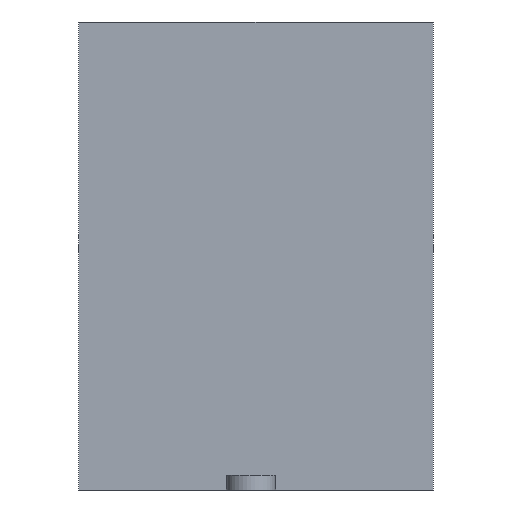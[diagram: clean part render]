
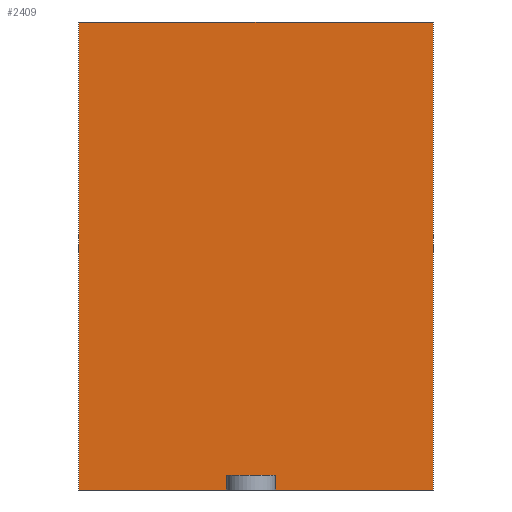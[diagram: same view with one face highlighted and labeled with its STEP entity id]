
A CAD part, front view. The second image highlights one B-rep face of the part: STEP entity #2409.
In plain terms, the highlighted planar face has unit normal (0, -1, 0).
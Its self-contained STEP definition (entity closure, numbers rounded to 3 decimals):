
#35 = LINE ( 'NONE', #2119, #2254 ) ;
#137 = DIRECTION ( 'NONE',  ( 1., 0., 0. ) ) ;
#180 = ORIENTED_EDGE ( 'NONE', *, *, #2140, .F. ) ;
#205 = VERTEX_POINT ( 'NONE', #1659 ) ;
#236 = VECTOR ( 'NONE', #1295, 1000. ) ;
#240 = VERTEX_POINT ( 'NONE', #1889 ) ;
#252 = VERTEX_POINT ( 'NONE', #2245 ) ;
#281 = LINE ( 'NONE', #2148, #687 ) ;
#283 = LINE ( 'NONE', #516, #1314 ) ;
#328 = VERTEX_POINT ( 'NONE', #1171 ) ;
#333 = ORIENTED_EDGE ( 'NONE', *, *, #1080, .T. ) ;
#338 = CARTESIAN_POINT ( 'NONE',  ( -51.908, -41.733, 95. ) ) ;
#398 = EDGE_CURVE ( 'NONE', #935, #252, #283, .T. ) ;
#456 = ORIENTED_EDGE ( 'NONE', *, *, #792, .T. ) ;
#516 = CARTESIAN_POINT ( 'NONE',  ( -51.908, -41.733, 92. ) ) ;
#643 = DIRECTION ( 'NONE',  ( 0., 1., 0. ) ) ;
#675 = DIRECTION ( 'NONE',  ( 0., 0., -1. ) ) ;
#679 = CARTESIAN_POINT ( 'NONE',  ( -51.908, -41.733, 0. ) ) ;
#686 = EDGE_CURVE ( 'NONE', #205, #1852, #35, .T. ) ;
#687 = VECTOR ( 'NONE', #1208, 1000. ) ;
#718 = LINE ( 'NONE', #1471, #236 ) ;
#757 = DIRECTION ( 'NONE',  ( 1., 0., 0. ) ) ;
#770 = VECTOR ( 'NONE', #2101, 1000. ) ;
#792 = EDGE_CURVE ( 'NONE', #252, #1637, #2324, .T. ) ;
#806 = LINE ( 'NONE', #2303, #770 ) ;
#855 = PLANE ( 'NONE',  #915 ) ;
#860 = ORIENTED_EDGE ( 'NONE', *, *, #890, .F. ) ;
#890 = EDGE_CURVE ( 'NONE', #955, #1637, #913, .T. ) ;
#913 = LINE ( 'NONE', #2203, #2103 ) ;
#915 = AXIS2_PLACEMENT_3D ( 'NONE', #1785, #643, #1712 ) ;
#935 = VERTEX_POINT ( 'NONE', #1477 ) ;
#955 = VERTEX_POINT ( 'NONE', #1287 ) ;
#974 = FACE_OUTER_BOUND ( 'NONE', #1354, .T. ) ;
#981 = ORIENTED_EDGE ( 'NONE', *, *, #1678, .F. ) ;
#1080 = EDGE_CURVE ( 'NONE', #240, #205, #806, .T. ) ;
#1171 = CARTESIAN_POINT ( 'NONE',  ( 20.092, -41.733, 95. ) ) ;
#1208 = DIRECTION ( 'NONE',  ( -1., 0., 0. ) ) ;
#1233 = CARTESIAN_POINT ( 'NONE',  ( -21.908, -41.733, 0. ) ) ;
#1266 = ORIENTED_EDGE ( 'NONE', *, *, #1579, .F. ) ;
#1287 = CARTESIAN_POINT ( 'NONE',  ( -21.908, -41.733, 3. ) ) ;
#1295 = DIRECTION ( 'NONE',  ( 0., 0., -1. ) ) ;
#1314 = VECTOR ( 'NONE', #675, 1000. ) ;
#1354 = EDGE_LOOP ( 'NONE', ( #860, #1266, #333, #2196, #180, #981, #1922, #456 ) ) ;
#1471 = CARTESIAN_POINT ( 'NONE',  ( 20.092, -41.733, 92. ) ) ;
#1477 = CARTESIAN_POINT ( 'NONE',  ( -51.908, -41.733, 95. ) ) ;
#1579 = EDGE_CURVE ( 'NONE', #240, #955, #281, .T. ) ;
#1585 = VECTOR ( 'NONE', #137, 1000. ) ;
#1637 = VERTEX_POINT ( 'NONE', #1233 ) ;
#1659 = CARTESIAN_POINT ( 'NONE',  ( -11.908, -41.733, 0. ) ) ;
#1671 = DIRECTION ( 'NONE',  ( 0., 0., -1. ) ) ;
#1678 = EDGE_CURVE ( 'NONE', #935, #328, #1832, .T. ) ;
#1712 = DIRECTION ( 'NONE',  ( 0., 0., 1. ) ) ;
#1785 = CARTESIAN_POINT ( 'NONE',  ( -51.908, -41.733, 92. ) ) ;
#1796 = DIRECTION ( 'NONE',  ( 1., 0., 0. ) ) ;
#1832 = LINE ( 'NONE', #338, #2175 ) ;
#1852 = VERTEX_POINT ( 'NONE', #2367 ) ;
#1889 = CARTESIAN_POINT ( 'NONE',  ( -11.908, -41.733, 3. ) ) ;
#1922 = ORIENTED_EDGE ( 'NONE', *, *, #398, .T. ) ;
#2101 = DIRECTION ( 'NONE',  ( 0., 0., -1. ) ) ;
#2103 = VECTOR ( 'NONE', #1671, 1000. ) ;
#2119 = CARTESIAN_POINT ( 'NONE',  ( -51.908, -41.733, 0. ) ) ;
#2140 = EDGE_CURVE ( 'NONE', #328, #1852, #718, .T. ) ;
#2148 = CARTESIAN_POINT ( 'NONE',  ( 0., -41.733, 3. ) ) ;
#2175 = VECTOR ( 'NONE', #1796, 1000. ) ;
#2196 = ORIENTED_EDGE ( 'NONE', *, *, #686, .T. ) ;
#2203 = CARTESIAN_POINT ( 'NONE',  ( -21.908, -41.733, 3. ) ) ;
#2245 = CARTESIAN_POINT ( 'NONE',  ( -51.908, -41.733, 0. ) ) ;
#2254 = VECTOR ( 'NONE', #757, 1000. ) ;
#2303 = CARTESIAN_POINT ( 'NONE',  ( -11.908, -41.733, 3. ) ) ;
#2324 = LINE ( 'NONE', #679, #1585 ) ;
#2367 = CARTESIAN_POINT ( 'NONE',  ( 20.092, -41.733, 0. ) ) ;
#2409 = ADVANCED_FACE ( 'NONE', ( #974 ), #855, .F. ) ;
